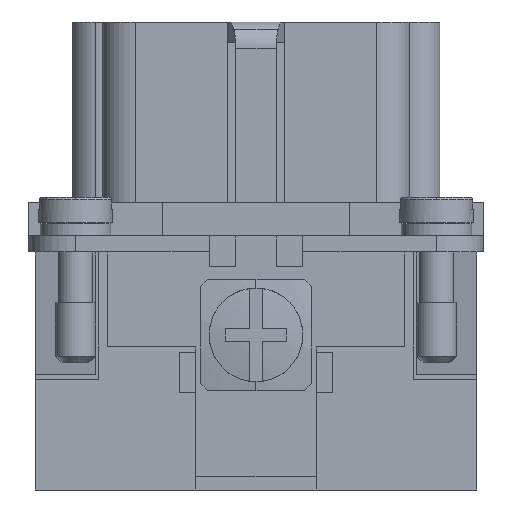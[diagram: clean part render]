
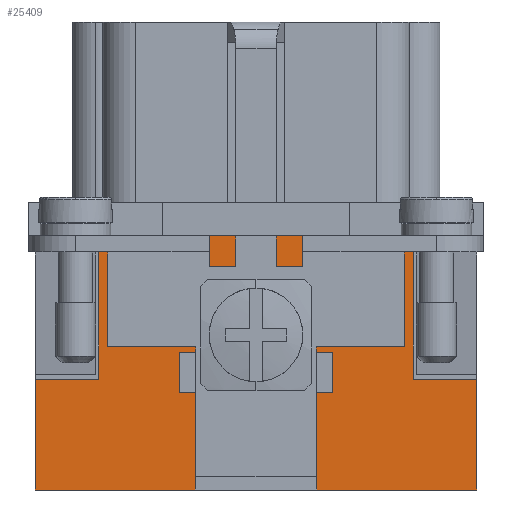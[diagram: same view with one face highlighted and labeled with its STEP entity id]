
A CAD part, left-side view. The second image highlights one B-rep face of the part: STEP entity #25409.
In plain terms, the highlighted planar face has unit normal (-1, 0, 0).
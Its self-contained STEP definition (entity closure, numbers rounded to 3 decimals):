
#14654=CARTESIAN_POINT('',(-31.6,11.75,19.0));
#14655=VERTEX_POINT('',#14654);
#14662=CARTESIAN_POINT('',(-31.6,-11.75,19.0));
#14663=VERTEX_POINT('',#14662);
#14664=CARTESIAN_POINT('',(-31.6,-11.75,19.0));
#14665=DIRECTION('',(0.0,1.0,0.0));
#14666=VECTOR('',#14665,23.5);
#14667=LINE('',#14664,#14666);
#14668=EDGE_CURVE('',#14663,#14655,#14667,.T.);
#24907=CARTESIAN_POINT('',(-31.6,11.75,8.3));
#24908=VERTEX_POINT('',#24907);
#24917=CARTESIAN_POINT('',(-31.6,11.75,19.0));
#24918=DIRECTION('',(0.0,0.0,-1.0));
#24919=VECTOR('',#24918,10.7);
#24920=LINE('',#24917,#24919);
#24921=EDGE_CURVE('',#14655,#24908,#24920,.T.);
#24963=CARTESIAN_POINT('',(-31.6,16.5,8.3));
#24964=VERTEX_POINT('',#24963);
#24965=CARTESIAN_POINT('',(-31.6,11.75,8.3));
#24966=DIRECTION('',(0.0,1.0,0.0));
#24967=VECTOR('',#24966,4.75);
#24968=LINE('',#24965,#24967);
#24969=EDGE_CURVE('',#24908,#24964,#24968,.T.);
#25179=CARTESIAN_POINT('',(-31.6,-11.75,8.3));
#25180=VERTEX_POINT('',#25179);
#25189=CARTESIAN_POINT('',(-31.6,-11.75,8.3));
#25190=DIRECTION('',(0.0,0.0,1.0));
#25191=VECTOR('',#25190,10.7);
#25192=LINE('',#25189,#25191);
#25193=EDGE_CURVE('',#25180,#14663,#25192,.T.);
#25203=CARTESIAN_POINT('',(-31.6,-16.5,8.3));
#25204=VERTEX_POINT('',#25203);
#25205=CARTESIAN_POINT('',(-31.6,-16.5,8.3));
#25206=DIRECTION('',(0.0,1.0,0.0));
#25207=VECTOR('',#25206,4.75);
#25208=LINE('',#25205,#25207);
#25209=EDGE_CURVE('',#25204,#25180,#25208,.T.);
#25239=CARTESIAN_POINT('',(-31.6,16.5,0.0));
#25240=VERTEX_POINT('',#25239);
#25247=CARTESIAN_POINT('',(-31.6,16.5,0.0));
#25248=DIRECTION('',(0.0,0.0,1.0));
#25249=VECTOR('',#25248,8.3);
#25250=LINE('',#25247,#25249);
#25251=EDGE_CURVE('',#25240,#24964,#25250,.T.);
#25350=CARTESIAN_POINT('',(-31.6,-16.5,0.0));
#25351=DIRECTION('',(-1.0,0.0,0.0));
#25352=DIRECTION('',(0.0,0.0,1.0));
#25353=AXIS2_PLACEMENT_3D('',#25350,#25351,#25352);
#25354=PLANE('',#25353);
#25355=ORIENTED_EDGE('',*,*,#24921,.T.);
#25356=ORIENTED_EDGE('',*,*,#24969,.T.);
#25357=ORIENTED_EDGE('',*,*,#25251,.F.);
#25358=CARTESIAN_POINT('',(-31.6,4.55,0.0));
#25359=VERTEX_POINT('',#25358);
#25360=CARTESIAN_POINT('',(-31.6,4.55,0.0));
#25361=DIRECTION('',(0.0,1.0,0.0));
#25362=VECTOR('',#25361,11.95);
#25363=LINE('',#25360,#25362);
#25364=EDGE_CURVE('',#25359,#25240,#25363,.T.);
#25365=ORIENTED_EDGE('',*,*,#25364,.F.);
#25366=CARTESIAN_POINT('',(-31.6,4.55,3.5));
#25367=VERTEX_POINT('',#25366);
#25368=CARTESIAN_POINT('',(-31.6,4.55,0.0));
#25369=DIRECTION('',(0.0,0.0,1.0));
#25370=VECTOR('',#25369,3.5);
#25371=LINE('',#25368,#25370);
#25372=EDGE_CURVE('',#25359,#25367,#25371,.T.);
#25373=ORIENTED_EDGE('',*,*,#25372,.T.);
#25374=CARTESIAN_POINT('',(-31.6,-4.55,3.5));
#25375=VERTEX_POINT('',#25374);
#25376=CARTESIAN_POINT('',(-31.6,4.55,3.5));
#25377=DIRECTION('',(0.0,-1.0,0.0));
#25378=VECTOR('',#25377,9.1);
#25379=LINE('',#25376,#25378);
#25380=EDGE_CURVE('',#25367,#25375,#25379,.T.);
#25381=ORIENTED_EDGE('',*,*,#25380,.T.);
#25382=CARTESIAN_POINT('',(-31.6,-4.55,0.0));
#25383=VERTEX_POINT('',#25382);
#25384=CARTESIAN_POINT('',(-31.6,-4.55,3.5));
#25385=DIRECTION('',(0.0,0.0,-1.0));
#25386=VECTOR('',#25385,3.5);
#25387=LINE('',#25384,#25386);
#25388=EDGE_CURVE('',#25375,#25383,#25387,.T.);
#25389=ORIENTED_EDGE('',*,*,#25388,.T.);
#25390=CARTESIAN_POINT('',(-31.6,-16.5,0.0));
#25391=VERTEX_POINT('',#25390);
#25392=CARTESIAN_POINT('',(-31.6,-16.5,0.0));
#25393=DIRECTION('',(0.0,1.0,0.0));
#25394=VECTOR('',#25393,11.95);
#25395=LINE('',#25392,#25394);
#25396=EDGE_CURVE('',#25391,#25383,#25395,.T.);
#25397=ORIENTED_EDGE('',*,*,#25396,.F.);
#25398=CARTESIAN_POINT('',(-31.6,-16.5,0.0));
#25399=DIRECTION('',(0.0,0.0,1.0));
#25400=VECTOR('',#25399,8.3);
#25401=LINE('',#25398,#25400);
#25402=EDGE_CURVE('',#25391,#25204,#25401,.T.);
#25403=ORIENTED_EDGE('',*,*,#25402,.T.);
#25404=ORIENTED_EDGE('',*,*,#25209,.T.);
#25405=ORIENTED_EDGE('',*,*,#25193,.T.);
#25406=ORIENTED_EDGE('',*,*,#14668,.T.);
#25407=EDGE_LOOP('',(#25355,#25356,#25357,#25365,#25373,#25381,#25389,#25397,#25403,#25404,#25405,#25406));
#25408=FACE_OUTER_BOUND('',#25407,.T.);
#25409=ADVANCED_FACE('',(#25408),#25354,.T.);
